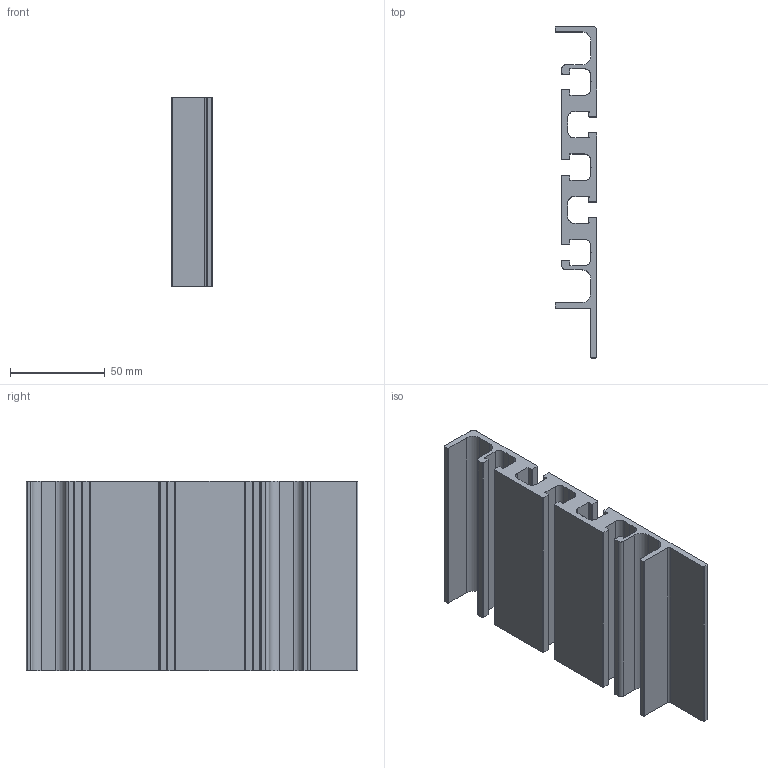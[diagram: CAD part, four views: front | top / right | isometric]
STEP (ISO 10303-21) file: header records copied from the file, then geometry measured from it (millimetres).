
FILE_DESCRIPTION(/* description */ ('PROF.ALL. 22X175 5C PER CONVEYORS'),/* implementation_level */ '2;1');
FILE_NAME(/* name */ 'BPRDD0000577.stp',/* time_stamp */ '2018-02-27T16:24:50+01:00',/* author */ ('fzagni'),/* organization */ (''),/* preprocessor_version */ 'ST-DEVELOPER v16.1',/* originating_system */ 'Autodesk Inventor 2016',/* authorisation */ '');
FILE_SCHEMA (('AUTOMOTIVE_DESIGN { 1 0 10303 214 3 1 1 }'));
Length unit declared in the file: millimetre
Products named in the file (1): BPRDD0000577
Bounding box: 22 x 175 x 100 mm (x, y, z)
Volume: 141545.2 mm3; surface area: 67479.1 mm2
Topology: 1 solids, 1 shells, 125 faces, 369 edges, 246 vertices
Faces by surface type: plane 71, cylinder 54
Entity records: 4215 total; most frequent: CARTESIAN_POINT 741, ORIENTED_EDGE 738, DIRECTION 729, EDGE_CURVE 369, LINE 261, VECTOR 261, VERTEX_POINT 246, AXIS2_PLACEMENT_3D 234
